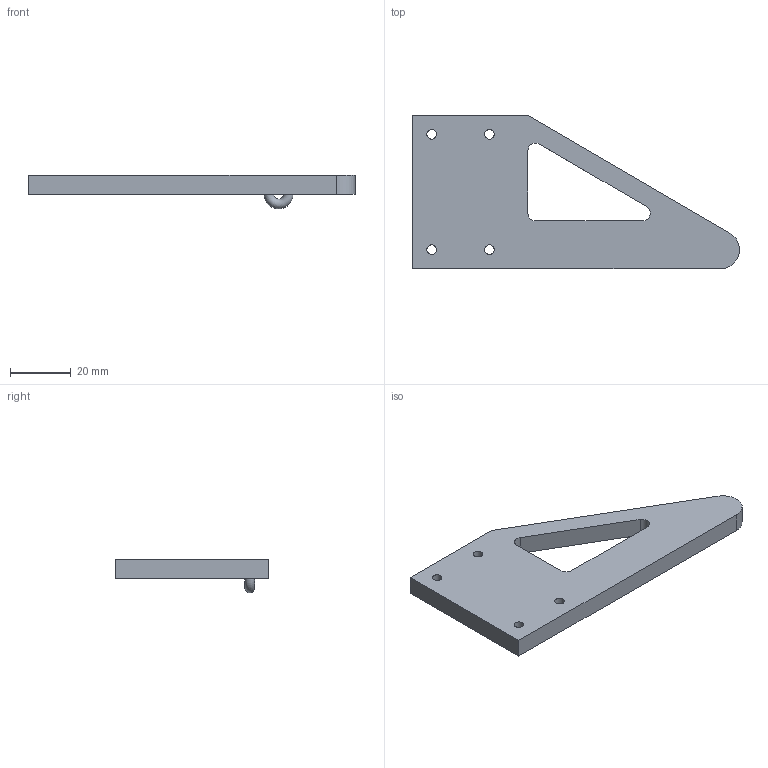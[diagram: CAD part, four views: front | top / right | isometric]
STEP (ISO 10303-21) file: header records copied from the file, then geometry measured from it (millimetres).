
FILE_DESCRIPTION(/* description */ (''),/* implementation_level */ '2;1');
FILE_NAME(/* name */ 'left_cart_mech_bracket.stp',/* time_stamp */ '2024-03-23T14:50:34-04:00',/* author */ (''),/* organization */ (''),/* preprocessor_version */ 'ST-DEVELOPER v18.1',/* originating_system */ 'SIEMENS PLM Software NX 1980',/* authorisation */ '');
FILE_SCHEMA (('AP203_CONFIGURATION_CONTROLLED_3D_DESIGN_OF_MECHANICAL_PARTS_AND_ASSEMBLIES_MIM_LF { 1 0 10303 403 2 1 2}'));
Length unit declared in the file: inch
Products named in the file (1): left_cart_mech_bracket
Bounding box: 107.95 x 50.8 x 11.11 mm (x, y, z)
Volume: 21257.4 mm3; surface area: 9854.8 mm2
Topology: 2 solids, 2 shells, 26 faces, 60 edges, 40 vertices
Faces by surface type: plane 13, cylinder 10, cone 2, torus 1
Full cylindrical faces by diameter (mm): 3.175 x4, 6.35 x2
Entity records: 790 total; most frequent: DIRECTION 127, CARTESIAN_POINT 114, ORIENTED_EDGE 98, AXIS2_PLACEMENT_3D 51, EDGE_CURVE 49, EDGE_LOOP 47, VERTEX_POINT 38, FACE_BOUND 32
